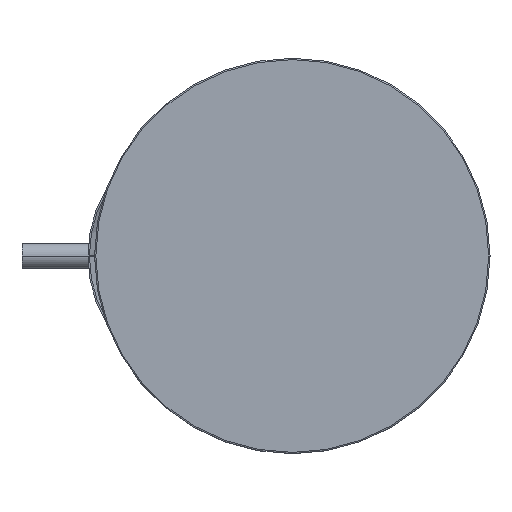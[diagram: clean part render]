
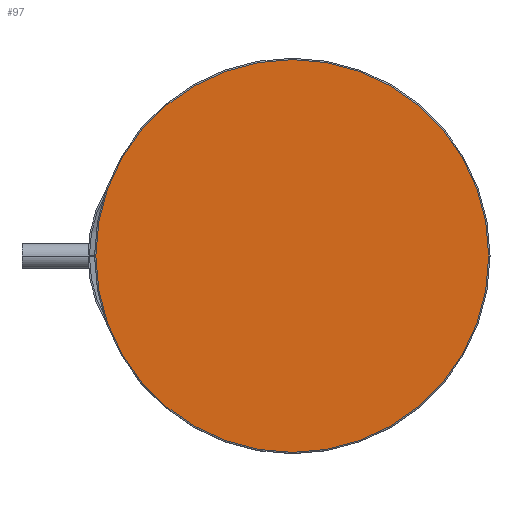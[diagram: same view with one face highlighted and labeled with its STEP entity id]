
A CAD part, front view. The second image highlights one B-rep face of the part: STEP entity #97.
In plain terms, the highlighted planar face has unit normal (0, -1, 0).
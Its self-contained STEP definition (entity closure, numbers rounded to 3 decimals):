
#2=CARTESIAN_POINT('',(0.,0.,0.));
#3=DIRECTION('',(0.,-1.,0.));
#4=DIRECTION('',(-1.,0.,0.));
#5=AXIS2_PLACEMENT_3D('',#2,#3,#4);
#7=CARTESIAN_POINT('',(0.,0.,0.));
#8=DIRECTION('',(0.,-1.,0.));
#9=DIRECTION('',(1.,0.,0.));
#10=AXIS2_PLACEMENT_3D('',#7,#8,#9);
#78=CARTESIAN_POINT('',(-149.,0.,0.));
#79=CARTESIAN_POINT('',(149.,0.,0.));
#80=VERTEX_POINT('',#78);
#81=VERTEX_POINT('',#79);
#86=CARTESIAN_POINT('',(0.,0.,0.));
#87=DIRECTION('',(0.,1.,0.));
#88=DIRECTION('',(1.,0.,0.));
#89=AXIS2_PLACEMENT_3D('',#86,#87,#88);
#90=PLANE('',#89);
#92=ORIENTED_EDGE('',*,*,#91,.F.);
#94=ORIENTED_EDGE('',*,*,#93,.F.);
#95=EDGE_LOOP('',(#92,#94));
#96=FACE_OUTER_BOUND('',#95,.F.);
#97=ADVANCED_FACE('',(#96),#90,.F.);
#6=CIRCLE('',#5,149.);
#11=CIRCLE('',#10,149.);
#91=EDGE_CURVE('',#80,#81,#6,.T.);
#93=EDGE_CURVE('',#81,#80,#11,.T.);
